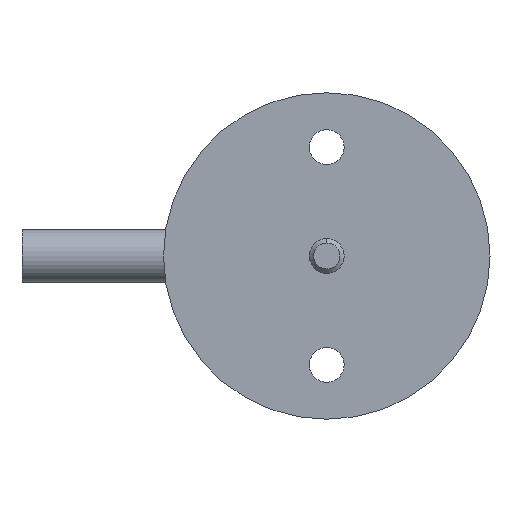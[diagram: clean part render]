
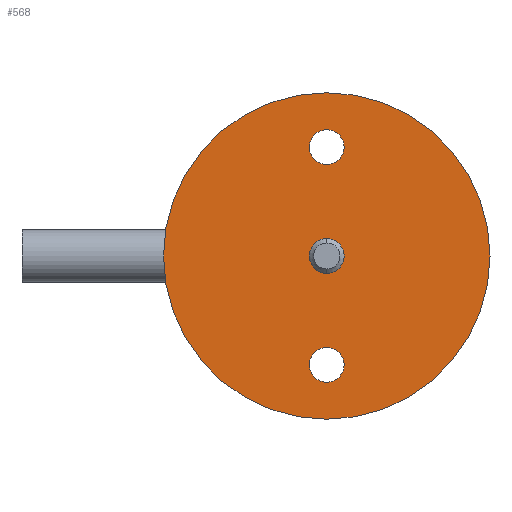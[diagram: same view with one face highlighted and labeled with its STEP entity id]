
A CAD part, left-side view. The second image highlights one B-rep face of the part: STEP entity #568.
In plain terms, the highlighted planar face has unit normal (-1, 0, 0).
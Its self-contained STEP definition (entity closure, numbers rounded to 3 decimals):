
#22 = DIRECTION ( 'NONE',  ( 0., 0., 1. ) ) ;
#30 = DIRECTION ( 'NONE',  ( -1., 0., 0. ) ) ;
#34 = ORIENTED_EDGE ( 'NONE', *, *, #148, .F. ) ;
#61 = EDGE_LOOP ( 'NONE', ( #675, #34 ) ) ;
#71 = EDGE_CURVE ( 'NONE', #567, #854, #601, .T. ) ;
#78 = CARTESIAN_POINT ( 'NONE',  ( -1., 0., 4. ) ) ;
#104 = CIRCLE ( 'NONE', #710, 4. ) ;
#127 = PLANE ( 'NONE',  #590 ) ;
#138 = VERTEX_POINT ( 'NONE', #264 ) ;
#148 = EDGE_CURVE ( 'NONE', #350, #609, #561, .T. ) ;
#150 = CIRCLE ( 'NONE', #187, 4. ) ;
#151 = AXIS2_PLACEMENT_3D ( 'NONE', #663, #596, #899 ) ;
#161 = CIRCLE ( 'NONE', #547, 4. ) ;
#163 = CIRCLE ( 'NONE', #674, 4. ) ;
#169 = CARTESIAN_POINT ( 'NONE',  ( -1., 0., 25. ) ) ;
#176 = FACE_OUTER_BOUND ( 'NONE', #395, .T. ) ;
#184 = CARTESIAN_POINT ( 'NONE',  ( -1., 0., 0. ) ) ;
#185 = DIRECTION ( 'NONE',  ( -1., 0., 0. ) ) ;
#186 = ORIENTED_EDGE ( 'NONE', *, *, #306, .F. ) ;
#187 = AXIS2_PLACEMENT_3D ( 'NONE', #300, #30, #22 ) ;
#193 = FACE_BOUND ( 'NONE', #593, .T. ) ;
#264 = CARTESIAN_POINT ( 'NONE',  ( -1., 0., -37.5 ) ) ;
#276 = ORIENTED_EDGE ( 'NONE', *, *, #863, .F. ) ;
#278 = DIRECTION ( 'NONE',  ( 0., 0., 1. ) ) ;
#300 = CARTESIAN_POINT ( 'NONE',  ( -1., 0., -25. ) ) ;
#306 = EDGE_CURVE ( 'NONE', #316, #635, #161, .T. ) ;
#309 = EDGE_CURVE ( 'NONE', #138, #605, #756, .T. ) ;
#315 = DIRECTION ( 'NONE',  ( 0., 0., 1. ) ) ;
#316 = VERTEX_POINT ( 'NONE', #851 ) ;
#319 = DIRECTION ( 'NONE',  ( 0., 0., 1. ) ) ;
#322 = AXIS2_PLACEMENT_3D ( 'NONE', #746, #335, #608 ) ;
#335 = DIRECTION ( 'NONE',  ( -1., 0., 0. ) ) ;
#350 = VERTEX_POINT ( 'NONE', #78 ) ;
#374 = EDGE_CURVE ( 'NONE', #854, #567, #150, .T. ) ;
#395 = EDGE_LOOP ( 'NONE', ( #452, #823 ) ) ;
#396 = CARTESIAN_POINT ( 'NONE',  ( -1., 0., -4. ) ) ;
#449 = CARTESIAN_POINT ( 'NONE',  ( -1., 0., -29. ) ) ;
#452 = ORIENTED_EDGE ( 'NONE', *, *, #309, .T. ) ;
#460 = FACE_BOUND ( 'NONE', #589, .T. ) ;
#469 = DIRECTION ( 'NONE',  ( -1., 0., 0. ) ) ;
#482 = DIRECTION ( 'NONE',  ( 0., 0., 1. ) ) ;
#498 = CARTESIAN_POINT ( 'NONE',  ( -1., 0., 25. ) ) ;
#547 = AXIS2_PLACEMENT_3D ( 'NONE', #498, #839, #278 ) ;
#550 = CARTESIAN_POINT ( 'NONE',  ( -1., 0., 0. ) ) ;
#561 = CIRCLE ( 'NONE', #689, 4. ) ;
#564 = CARTESIAN_POINT ( 'NONE',  ( -1., 0., 0. ) ) ;
#567 = VERTEX_POINT ( 'NONE', #667 ) ;
#568 = ADVANCED_FACE ( 'NONE', ( #460, #176, #759, #193 ), #127, .T. ) ;
#572 = EDGE_CURVE ( 'NONE', #609, #350, #163, .T. ) ;
#589 = EDGE_LOOP ( 'NONE', ( #829, #717 ) ) ;
#590 = AXIS2_PLACEMENT_3D ( 'NONE', #184, #469, #319 ) ;
#593 = EDGE_LOOP ( 'NONE', ( #186, #276 ) ) ;
#596 = DIRECTION ( 'NONE',  ( -1., 0., 0. ) ) ;
#601 = CIRCLE ( 'NONE', #322, 4. ) ;
#605 = VERTEX_POINT ( 'NONE', #749 ) ;
#608 = DIRECTION ( 'NONE',  ( 0., 0., 1. ) ) ;
#609 = VERTEX_POINT ( 'NONE', #396 ) ;
#615 = CARTESIAN_POINT ( 'NONE',  ( -1., 0., 29. ) ) ;
#635 = VERTEX_POINT ( 'NONE', #615 ) ;
#636 = EDGE_CURVE ( 'NONE', #605, #138, #872, .T. ) ;
#663 = CARTESIAN_POINT ( 'NONE',  ( -1., 0., 0. ) ) ;
#667 = CARTESIAN_POINT ( 'NONE',  ( -1., 0., -21. ) ) ;
#674 = AXIS2_PLACEMENT_3D ( 'NONE', #550, #679, #315 ) ;
#675 = ORIENTED_EDGE ( 'NONE', *, *, #572, .F. ) ;
#679 = DIRECTION ( 'NONE',  ( -1., 0., 0. ) ) ;
#689 = AXIS2_PLACEMENT_3D ( 'NONE', #834, #185, #482 ) ;
#710 = AXIS2_PLACEMENT_3D ( 'NONE', #169, #807, #815 ) ;
#717 = ORIENTED_EDGE ( 'NONE', *, *, #71, .F. ) ;
#746 = CARTESIAN_POINT ( 'NONE',  ( -1., 0., -25. ) ) ;
#749 = CARTESIAN_POINT ( 'NONE',  ( -1., 0., 37.5 ) ) ;
#756 = CIRCLE ( 'NONE', #809, 37.5 ) ;
#759 = FACE_BOUND ( 'NONE', #61, .T. ) ;
#778 = DIRECTION ( 'NONE',  ( 0., 0., 1. ) ) ;
#807 = DIRECTION ( 'NONE',  ( -1., 0., 0. ) ) ;
#809 = AXIS2_PLACEMENT_3D ( 'NONE', #564, #849, #778 ) ;
#815 = DIRECTION ( 'NONE',  ( 0., 0., 1. ) ) ;
#823 = ORIENTED_EDGE ( 'NONE', *, *, #636, .T. ) ;
#829 = ORIENTED_EDGE ( 'NONE', *, *, #374, .F. ) ;
#834 = CARTESIAN_POINT ( 'NONE',  ( -1., 0., 0. ) ) ;
#839 = DIRECTION ( 'NONE',  ( -1., 0., 0. ) ) ;
#849 = DIRECTION ( 'NONE',  ( -1., 0., 0. ) ) ;
#851 = CARTESIAN_POINT ( 'NONE',  ( -1., 0., 21. ) ) ;
#854 = VERTEX_POINT ( 'NONE', #449 ) ;
#863 = EDGE_CURVE ( 'NONE', #635, #316, #104, .T. ) ;
#872 = CIRCLE ( 'NONE', #151, 37.5 ) ;
#899 = DIRECTION ( 'NONE',  ( 0., 0., 1. ) ) ;
